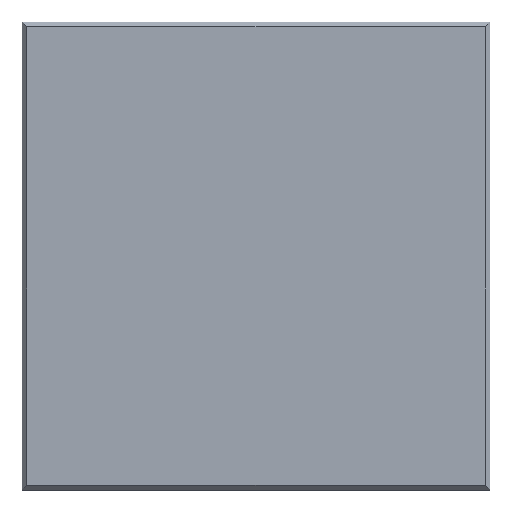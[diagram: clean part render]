
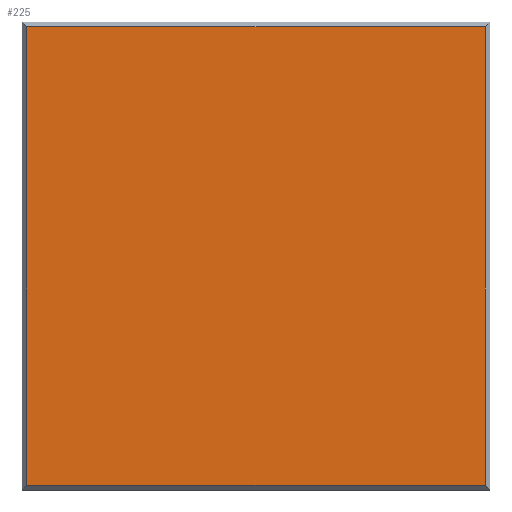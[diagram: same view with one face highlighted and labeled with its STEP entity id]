
A CAD part, top view. The second image highlights one B-rep face of the part: STEP entity #225.
In plain terms, the highlighted planar face has unit normal (0, 0, 1).
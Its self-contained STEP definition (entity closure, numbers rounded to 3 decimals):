
#27=FACE_OUTER_BOUND('',#41,.T.);
#41=EDGE_LOOP('',(#191,#192,#193,#194));
#60=LINE('',#352,#88);
#63=LINE('',#357,#91);
#65=LINE('',#361,#93);
#69=LINE('',#367,#97);
#88=VECTOR('',#290,10.);
#91=VECTOR('',#295,10.);
#93=VECTOR('',#299,10.);
#97=VECTOR('',#305,10.);
#110=VERTEX_POINT('',#350);
#111=VERTEX_POINT('',#351);
#112=VERTEX_POINT('',#356);
#113=VERTEX_POINT('',#360);
#132=EDGE_CURVE('',#110,#111,#60,.T.);
#135=EDGE_CURVE('',#111,#112,#63,.T.);
#137=EDGE_CURVE('',#112,#113,#65,.T.);
#141=EDGE_CURVE('',#113,#110,#69,.T.);
#191=ORIENTED_EDGE('',*,*,#132,.F.);
#192=ORIENTED_EDGE('',*,*,#141,.F.);
#193=ORIENTED_EDGE('',*,*,#137,.F.);
#194=ORIENTED_EDGE('',*,*,#135,.F.);
#211=PLANE('',#253);
#225=ADVANCED_FACE('',(#27),#211,.T.);
#253=AXIS2_PLACEMENT_3D('',#370,#309,#310);
#290=DIRECTION('',(0.,1.,0.));
#295=DIRECTION('',(1.,0.,0.));
#299=DIRECTION('',(0.,-1.,0.));
#305=DIRECTION('',(-1.,0.,0.));
#309=DIRECTION('center_axis',(0.,0.,1.));
#310=DIRECTION('ref_axis',(1.,0.,0.));
#350=CARTESIAN_POINT('',(-24.5,-24.5,5.));
#351=CARTESIAN_POINT('',(-24.5,24.5,5.));
#352=CARTESIAN_POINT('',(-24.5,12.5,5.));
#356=CARTESIAN_POINT('',(24.5,24.5,5.));
#357=CARTESIAN_POINT('',(12.5,24.5,5.));
#360=CARTESIAN_POINT('',(24.5,-24.5,5.));
#361=CARTESIAN_POINT('',(24.5,-12.5,5.));
#367=CARTESIAN_POINT('',(-12.5,-24.5,5.));
#370=CARTESIAN_POINT('Origin',(0.,0.,5.));
